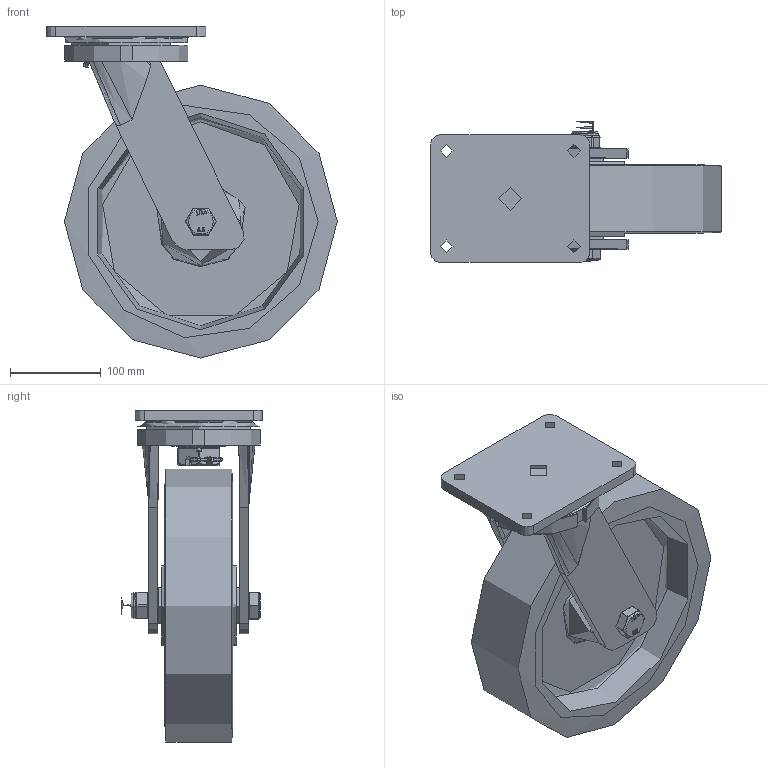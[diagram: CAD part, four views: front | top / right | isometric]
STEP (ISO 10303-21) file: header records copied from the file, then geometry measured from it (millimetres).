
FILE_DESCRIPTION(/* description */ (''),/* implementation_level */ '2;1');
FILE_NAME(/* name */ 'BZQ300PTBJ.step',/* time_stamp */ '2024-05-07T16:27:29+01:00',/* author */ (''),/* organization */ (''),/* preprocessor_version */ 'ST-DEVELOPER v20',/* originating_system */ 'Autodesk Translation Framework v12.20.1.177',/* authorisation */ '');
FILE_SCHEMA (('AUTOMOTIVE_DESIGN { 1 0 10303 214 3 1 1 }'));
Products named in the file (30): BZQ300PTBJ; BZQ300AS v1; FABRICATED STEEL TOP PLATE; TOP PLATE; NUT; PIN; FABRICATED STEEL FORKS; FABRICATED STEEL FORKS Geometry; GREASE NIPPLE; BZH300WPTBJM30 v1; POLYURETHANE TYRE; TYRE; CAST IRON RIM; BEARING6206; BEARINGS; BEARING6206 (1); BEARINGS (1); Component1; METAL; MIDDLE; RUBBER; BEARING SPACER; TH30X3.5X20 v1; ZINC PLATED HEADED SPACER; TH30X3.5X20 v1 (1); ZINC PLATED HEADED SPACER (1); BOLTM20X140Z8.8 v2; GRADE 8.8 ZINC PLATED BOLT; NM20NYTHINZ v1; NM20NYTHINZ
Assembly tree (49 placements, depth 5):
  BZQ300PTBJ
    BZQ300AS v1
      FABRICATED STEEL TOP PLATE
        TOP PLATE
        NUT
        PIN
      FABRICATED STEEL FORKS
        FABRICATED STEEL FORKS Geometry
        GREASE NIPPLE
    BZH300WPTBJM30 v1
      POLYURETHANE TYRE
        TYRE
      CAST IRON RIM
      BEARING6206
        METAL
        BEARINGS
          Component1  x9
        MIDDLE
        RUBBER
      BEARING6206 (1)
        BEARINGS (1)
          Component1  x9
        METAL
        MIDDLE
        RUBBER
      BEARING SPACER
    TH30X3.5X20 v1
      ZINC PLATED HEADED SPACER
    TH30X3.5X20 v1 (1)
      ZINC PLATED HEADED SPACER (1)
    BOLTM20X140Z8.8 v2
      GRADE 8.8 ZINC PLATED BOLT
    NM20NYTHINZ v1
      NM20NYTHINZ
Bounding box: 319.5 x 155 x 365 mm (x, y, z)
Volume: 3982388.2 mm3; surface area: 682039 mm2
Topology: 40 solids, 40 shells, 1207 faces, 3205 edges, 2060 vertices
Faces by surface type: plane 397, cylinder 347, bspline 308, torus 85, sphere 53, cone 17
Full cylindrical faces by diameter (mm): 7 x1, 7.5 x18, 14.2 x4, 16.938 x20, 19.791 x21, 20 x2, 20.25 x2, 20.5 x2, 25.5 x1, 27 x6, 28.5 x1, 29 x1, 29.8 x2, 30 x4, 36 x1, 39 x10, 40 x2, 40.5 x4, 41 x4, 42.5 x4, 47 x1, 51.5 x8, 53 x6, 55 x8, 61 x2, 62 x4, 120 x1, 124.5 x1, 134.5 x1, 258 x2
Entity records: 56561 total; most frequent: CARTESIAN_POINT 35271, ORIENTED_EDGE 4610, DIRECTION 3773, EDGE_CURVE 2305, VERTEX_POINT 1476, AXIS2_PLACEMENT_3D 1463, EDGE_LOOP 985, FACE_OUTER_BOUND 896
